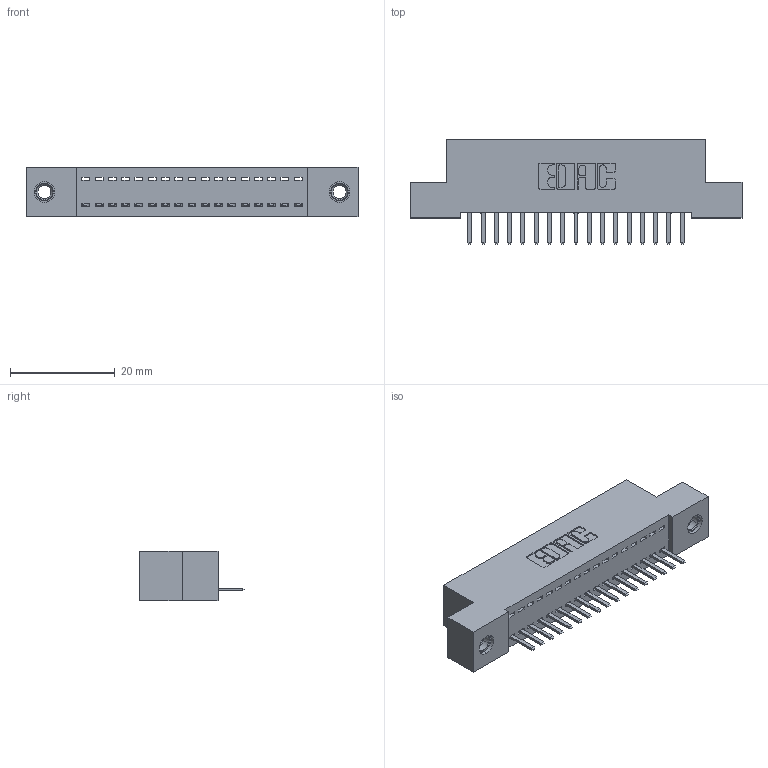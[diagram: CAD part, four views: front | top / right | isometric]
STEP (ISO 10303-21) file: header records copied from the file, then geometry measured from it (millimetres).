
FILE_DESCRIPTION (( 'STEP AP203' ), '1' );
FILE_NAME ('342-017-520-107.STEP', '2019-10-01T19:19:28', ( '' ), ( '' ), 'SwSTEP 2.0', 'SolidWorks 2016', '' );
FILE_SCHEMA (( 'CONFIG_CONTROL_DESIGN' ));
Length unit declared in the file: inch
Products named in the file (4): 342 Part_TI; 345-292-001_345-293-120; 345-250-001_345-250-005-103; 342-017-520-107
Assembly tree (20 placements, depth 2):
  342-017-520-107
    342 Part_TI
    345-292-001_345-293-120  x17
    345-250-001_345-250-005-103  x2
Bounding box: 63.5 x 20.02 x 9.4 mm (x, y, z)
Volume: 5414 mm3; surface area: 7359.3 mm2
Topology: 20 solids, 20 shells, 1224 faces, 3563 edges, 2322 vertices
Faces by surface type: plane 846, cylinder 362, cone 12, torus 4
Entity records: 14794 total; most frequent: CARTESIAN_POINT 2548, ORIENTED_EDGE 2482, DIRECTION 2221, EDGE_CURVE 1241, LINE 1089, VECTOR 1089, VERTEX_POINT 820, AXIS2_PLACEMENT_3D 566
